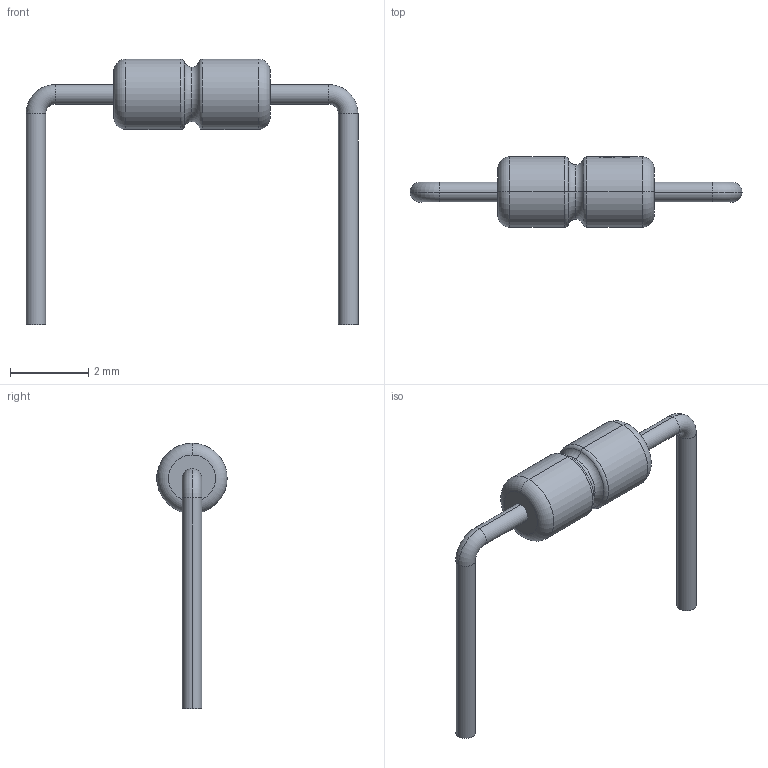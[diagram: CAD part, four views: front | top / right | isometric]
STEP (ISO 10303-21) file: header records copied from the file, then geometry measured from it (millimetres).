
FILE_DESCRIPTION (( 'STEP AP214' ), '1' );
FILE_NAME ('RES-TH_BD1.8-L4.0-P8.00-D0.5.step', '2022-07-28T09:08:03', ( '' ), ( '' ), 'SwSTEP 2.0', 'SolidWorks 2020', '' );
FILE_SCHEMA (( 'AUTOMOTIVE_DESIGN' ));
Length unit declared in the file: millimetre
Products named in the file (1): RES-TH_BD1.8-L4.0-P8.00-D0.5
Bounding box: 8.5 x 1.8 x 6.8 mm (x, y, z)
Volume: 12.7 mm3; surface area: 50.8 mm2
Topology: 1 solids, 1 shells, 256 faces, 677 edges, 444 vertices
Faces by surface type: plane 111, bspline 98, cylinder 31, torus 16
Entity records: 12674 total; most frequent: CARTESIAN_POINT 4747, ORIENTED_EDGE 1354, EDGE_CURVE 677, DIRECTION 635, VERTEX_POINT 444, EDGE_LOOP 277, UNCERTAINTY_MEASURE_WITH_UNIT 259, SURFACE_SIDE_STYLE 258
